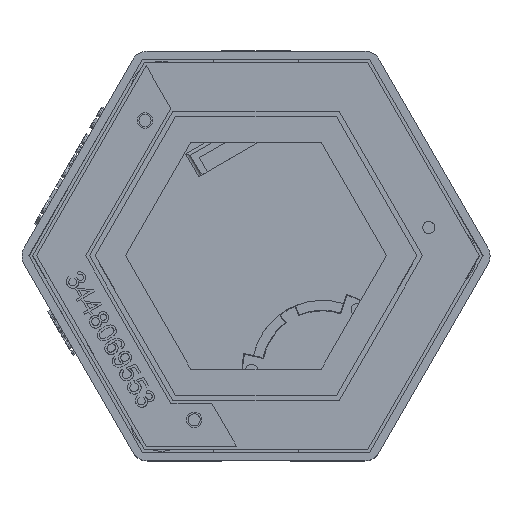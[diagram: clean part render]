
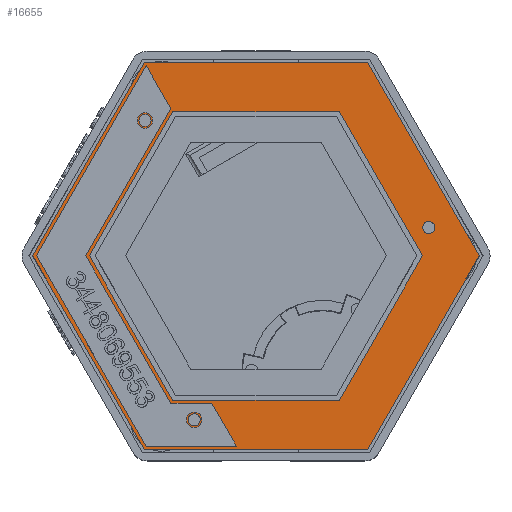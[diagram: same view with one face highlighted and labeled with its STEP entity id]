
A CAD part, top view. The second image highlights one B-rep face of the part: STEP entity #16655.
In plain terms, the highlighted planar face has unit normal (0, 0, 1).
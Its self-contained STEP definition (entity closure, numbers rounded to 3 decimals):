
#561=FACE_BOUND('',#3440,.T.);
#562=FACE_BOUND('',#3441,.T.);
#563=FACE_BOUND('',#3442,.T.);
#564=FACE_BOUND('',#3443,.T.);
#1705=PLANE('',#17598);
#2414=FACE_OUTER_BOUND('',#3439,.T.);
#3439=EDGE_LOOP('',(#14116,#14117,#14118,#14119,#14120,#14121));
#3440=EDGE_LOOP('',(#14122));
#3441=EDGE_LOOP('',(#14123,#14124,#14125,#14126,#14127,#14128));
#3442=EDGE_LOOP('',(#14129));
#3443=EDGE_LOOP('',(#14130));
#4702=LINE('',#27836,#6085);
#4703=LINE('',#27838,#6086);
#4704=LINE('',#27840,#6087);
#4705=LINE('',#27842,#6088);
#4706=LINE('',#27844,#6089);
#4707=LINE('',#27845,#6090);
#4708=LINE('',#27850,#6091);
#4709=LINE('',#27852,#6092);
#4710=LINE('',#27854,#6093);
#4711=LINE('',#27856,#6094);
#4712=LINE('',#27858,#6095);
#4713=LINE('',#27859,#6096);
#6085=VECTOR('',#19830,10.);
#6086=VECTOR('',#19831,10.);
#6087=VECTOR('',#19832,10.);
#6088=VECTOR('',#19833,10.);
#6089=VECTOR('',#19834,10.);
#6090=VECTOR('',#19835,10.);
#6091=VECTOR('',#19838,10.);
#6092=VECTOR('',#19839,10.);
#6093=VECTOR('',#19840,10.);
#6094=VECTOR('',#19841,10.);
#6095=VECTOR('',#19842,10.);
#6096=VECTOR('',#19843,10.);
#6812=CIRCLE('',#17597,1.85);
#6813=CIRCLE('',#17599,1.85);
#6814=CIRCLE('',#17600,1.85);
#7879=VERTEX_POINT('',#27830);
#7880=VERTEX_POINT('',#27834);
#7881=VERTEX_POINT('',#27835);
#7882=VERTEX_POINT('',#27837);
#7883=VERTEX_POINT('',#27839);
#7884=VERTEX_POINT('',#27841);
#7885=VERTEX_POINT('',#27843);
#7886=VERTEX_POINT('',#27846);
#7887=VERTEX_POINT('',#27848);
#7888=VERTEX_POINT('',#27849);
#7889=VERTEX_POINT('',#27851);
#7890=VERTEX_POINT('',#27853);
#7891=VERTEX_POINT('',#27855);
#7892=VERTEX_POINT('',#27857);
#7893=VERTEX_POINT('',#27860);
#10060=EDGE_CURVE('',#7879,#7879,#6812,.T.);
#10062=EDGE_CURVE('',#7880,#7881,#4702,.T.);
#10063=EDGE_CURVE('',#7881,#7882,#4703,.T.);
#10064=EDGE_CURVE('',#7882,#7883,#4704,.T.);
#10065=EDGE_CURVE('',#7883,#7884,#4705,.T.);
#10066=EDGE_CURVE('',#7884,#7885,#4706,.T.);
#10067=EDGE_CURVE('',#7885,#7880,#4707,.T.);
#10068=EDGE_CURVE('',#7886,#7886,#6813,.T.);
#10069=EDGE_CURVE('',#7887,#7888,#4708,.T.);
#10070=EDGE_CURVE('',#7888,#7889,#4709,.T.);
#10071=EDGE_CURVE('',#7889,#7890,#4710,.T.);
#10072=EDGE_CURVE('',#7890,#7891,#4711,.T.);
#10073=EDGE_CURVE('',#7891,#7892,#4712,.T.);
#10074=EDGE_CURVE('',#7892,#7887,#4713,.T.);
#10075=EDGE_CURVE('',#7893,#7893,#6814,.T.);
#14116=ORIENTED_EDGE('',*,*,#10062,.T.);
#14117=ORIENTED_EDGE('',*,*,#10063,.T.);
#14118=ORIENTED_EDGE('',*,*,#10064,.T.);
#14119=ORIENTED_EDGE('',*,*,#10065,.T.);
#14120=ORIENTED_EDGE('',*,*,#10066,.T.);
#14121=ORIENTED_EDGE('',*,*,#10067,.T.);
#14122=ORIENTED_EDGE('',*,*,#10068,.F.);
#14123=ORIENTED_EDGE('',*,*,#10069,.T.);
#14124=ORIENTED_EDGE('',*,*,#10070,.T.);
#14125=ORIENTED_EDGE('',*,*,#10071,.T.);
#14126=ORIENTED_EDGE('',*,*,#10072,.T.);
#14127=ORIENTED_EDGE('',*,*,#10073,.T.);
#14128=ORIENTED_EDGE('',*,*,#10074,.T.);
#14129=ORIENTED_EDGE('',*,*,#10075,.T.);
#14130=ORIENTED_EDGE('',*,*,#10060,.F.);
#16655=ADVANCED_FACE('',(#2414,#561,#562,#563,#564),#1705,.T.);
#17597=AXIS2_PLACEMENT_3D('',#27831,#19825,#19826);
#17598=AXIS2_PLACEMENT_3D('',#27833,#19828,#19829);
#17599=AXIS2_PLACEMENT_3D('',#27847,#19836,#19837);
#17600=AXIS2_PLACEMENT_3D('',#27861,#19844,#19845);
#19825=DIRECTION('center_axis',(0.,0.,1.));
#19826=DIRECTION('ref_axis',(0.5,0.866,0.));
#19828=DIRECTION('center_axis',(0.,0.,1.));
#19829=DIRECTION('ref_axis',(-1.,0.,0.));
#19830=DIRECTION('',(0.5,-0.866,0.));
#19831=DIRECTION('',(1.,0.,0.));
#19832=DIRECTION('',(0.5,0.866,0.));
#19833=DIRECTION('',(-0.5,0.866,0.));
#19834=DIRECTION('',(-1.,0.,0.));
#19835=DIRECTION('',(-0.5,-0.866,0.));
#19836=DIRECTION('center_axis',(0.,0.,1.));
#19837=DIRECTION('ref_axis',(0.5,-0.866,0.));
#19838=DIRECTION('',(0.5,0.866,0.));
#19839=DIRECTION('',(1.,0.,0.));
#19840=DIRECTION('',(0.5,-0.866,0.));
#19841=DIRECTION('',(-0.5,-0.866,0.));
#19842=DIRECTION('',(-1.,0.,0.));
#19843=DIRECTION('',(-0.5,0.866,0.));
#19844=DIRECTION('center_axis',(0.,0.,-1.));
#19845=DIRECTION('ref_axis',(-1.,0.,0.));
#27830=CARTESIAN_POINT('',(-34.793,39.738,35.));
#27831=CARTESIAN_POINT('Origin',(-33.868,41.34,35.));
#27833=CARTESIAN_POINT('Origin',(0.,0.,
35.));
#27834=CARTESIAN_POINT('',(-68.127,0.,35.));
#27835=CARTESIAN_POINT('',(-34.064,-59.,35.));
#27836=CARTESIAN_POINT('',(-34.064,-59.,35.));
#27837=CARTESIAN_POINT('',(34.064,-59.,35.));
#27838=CARTESIAN_POINT('',(34.064,-59.,35.));
#27839=CARTESIAN_POINT('',(68.127,0.,35.));
#27840=CARTESIAN_POINT('',(68.127,0.,35.));
#27841=CARTESIAN_POINT('',(34.064,59.,35.));
#27842=CARTESIAN_POINT('',(34.064,59.,35.));
#27843=CARTESIAN_POINT('',(-34.064,59.,35.));
#27844=CARTESIAN_POINT('',(-34.064,59.,35.));
#27845=CARTESIAN_POINT('',(-68.127,0.,35.));
#27846=CARTESIAN_POINT('',(51.81,10.262,35.));
#27847=CARTESIAN_POINT('Origin',(52.735,8.66,35.));
#27848=CARTESIAN_POINT('',(-50.807,0.,35.));
#27849=CARTESIAN_POINT('',(-25.403,44.,35.));
#27850=CARTESIAN_POINT('',(-50.807,0.,35.));
#27851=CARTESIAN_POINT('',(25.403,44.,35.));
#27852=CARTESIAN_POINT('',(-25.403,44.,35.));
#27853=CARTESIAN_POINT('',(50.807,0.,35.));
#27854=CARTESIAN_POINT('',(25.403,44.,35.));
#27855=CARTESIAN_POINT('',(25.403,-44.,35.));
#27856=CARTESIAN_POINT('',(50.807,0.,35.));
#27857=CARTESIAN_POINT('',(-25.403,-44.,35.));
#27858=CARTESIAN_POINT('',(25.403,-44.,35.));
#27859=CARTESIAN_POINT('',(-25.403,-44.,35.));
#27860=CARTESIAN_POINT('',(-17.018,-50.,35.));
#27861=CARTESIAN_POINT('Origin',(-18.868,-50.,35.));
